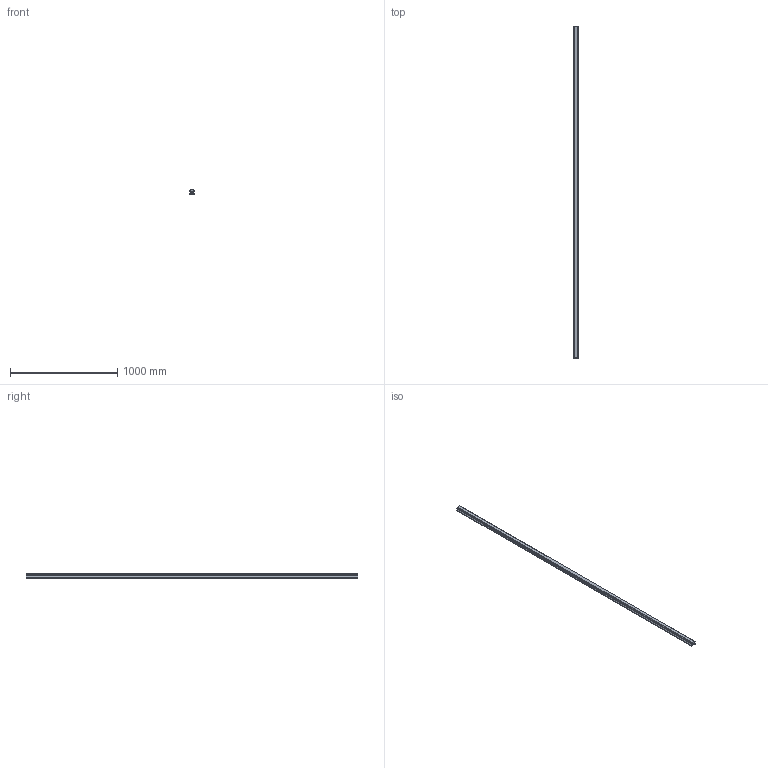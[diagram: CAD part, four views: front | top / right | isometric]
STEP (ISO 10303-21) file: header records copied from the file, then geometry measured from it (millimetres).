
FILE_DESCRIPTION(('STEP AP214'),'1');
FILE_NAME('cctmp_EB6738F8-C8A6-4E46-803D-A1B0219AB30A_2021_02_01_10_40_20_0946..stp','2021-02-01T09:40:21',('HIWIN GmbH'),('CADClick - www.CADClick.com'),'Spatial InterOp 3D',' ','unknown authorization');
FILE_SCHEMA(('AUTOMOTIVE_DESIGN'));
Length unit declared in the file: millimetre
Products named in the file (1): HGR45T3095C_FILE
Bounding box: 45 x 3095 x 38 mm (x, y, z)
Volume: 4333221 mm3; surface area: 560895.9 mm2
Topology: 1 solids, 1 shells, 217 faces, 573 edges, 332 vertices
Faces by surface type: plane 93, cylinder 64, cone 60
Entity records: 7955 total; most frequent: DIRECTION 1077, CARTESIAN_POINT 1063, ORIENTED_EDGE 1026, EDGE_CURVE 513, LINE 385, VECTOR 385, AXIS2_PLACEMENT_3D 346, VERTEX_POINT 332
